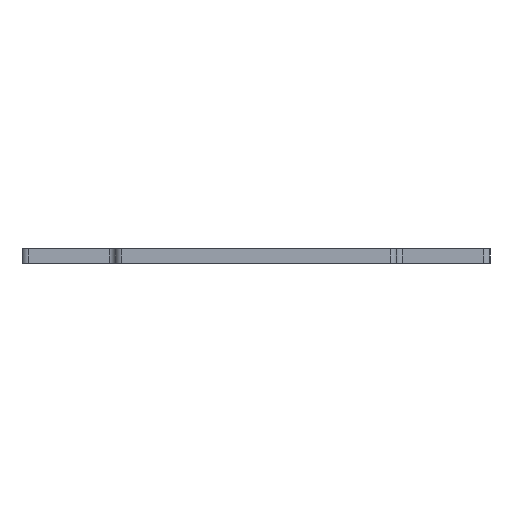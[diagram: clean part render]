
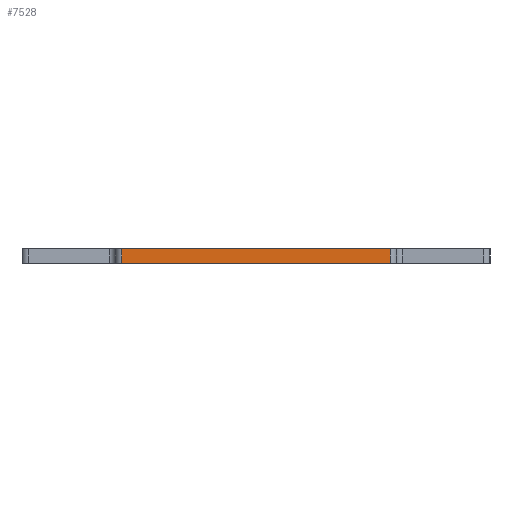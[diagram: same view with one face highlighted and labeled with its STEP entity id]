
A CAD part, left-side view. The second image highlights one B-rep face of the part: STEP entity #7528.
In plain terms, the highlighted planar face has unit normal (-1, 0, 0).
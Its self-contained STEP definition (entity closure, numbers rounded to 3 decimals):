
#2230=CARTESIAN_POINT('',(0.095,75.227,0.));
#2231=VERTEX_POINT('',#2230);
#2239=CARTESIAN_POINT('',(0.095,20.54,0.));
#2240=VERTEX_POINT('',#2239);
#2241=CARTESIAN_POINT('',(0.095,20.54,0.));
#2242=DIRECTION('',(0.,1.,0.));
#2243=VECTOR('',#2242,54.688);
#2244=LINE('',#2241,#2243);
#2245=EDGE_CURVE('',#2240,#2231,#2244,.T.);
#7498=CARTESIAN_POINT('',(0.095,47.883,-3.));
#7499=DIRECTION('',(1.,0.,0.));
#7500=DIRECTION('',(0.,0.,-1.));
#7501=AXIS2_PLACEMENT_3D('',#7498,#7499,#7500);
#7502=PLANE('',#7501);
#7503=ORIENTED_EDGE('',*,*,#2245,.T.);
#7504=CARTESIAN_POINT('',(0.095,75.227,-3.));
#7505=VERTEX_POINT('',#7504);
#7506=CARTESIAN_POINT('',(0.095,75.227,0.));
#7507=DIRECTION('',(-0.,-0.,-1.));
#7508=VECTOR('',#7507,3.);
#7509=LINE('',#7506,#7508);
#7510=EDGE_CURVE('',#2231,#7505,#7509,.T.);
#7511=ORIENTED_EDGE('',*,*,#7510,.T.);
#7512=CARTESIAN_POINT('',(0.095,20.54,-3.));
#7513=VERTEX_POINT('',#7512);
#7514=CARTESIAN_POINT('',(0.095,20.54,-3.));
#7515=DIRECTION('',(0.,1.,0.));
#7516=VECTOR('',#7515,54.688);
#7517=LINE('',#7514,#7516);
#7518=EDGE_CURVE('',#7513,#7505,#7517,.T.);
#7519=ORIENTED_EDGE('',*,*,#7518,.F.);
#7520=CARTESIAN_POINT('',(0.095,20.54,-3.));
#7521=DIRECTION('',(0.,0.,1.));
#7522=VECTOR('',#7521,3.);
#7523=LINE('',#7520,#7522);
#7524=EDGE_CURVE('',#7513,#2240,#7523,.T.);
#7525=ORIENTED_EDGE('',*,*,#7524,.T.);
#7526=EDGE_LOOP('',(#7503,#7511,#7519,#7525));
#7527=FACE_BOUND('',#7526,.T.);
#7528=ADVANCED_FACE('',(#7527),#7502,.F.);
